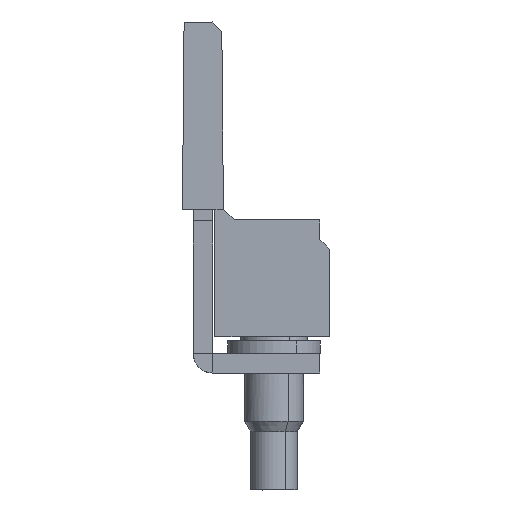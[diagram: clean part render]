
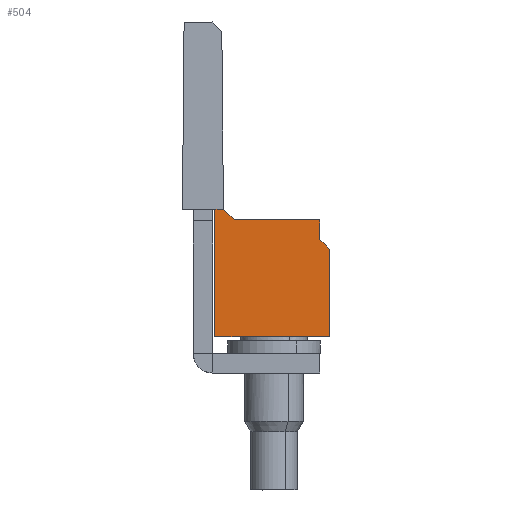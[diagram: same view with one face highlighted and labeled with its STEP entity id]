
A CAD part, left-side view. The second image highlights one B-rep face of the part: STEP entity #504.
In plain terms, the highlighted planar face has unit normal (-1, 0, 0).
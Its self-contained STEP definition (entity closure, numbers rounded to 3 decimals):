
#460=AXIS2_PLACEMENT_3D('Plane Axis2P3D',#457,#458,#459) ;
#271=CARTESIAN_POINT('Vertex',(0.,0.,7.85)) ;
#274=CARTESIAN_POINT('Line Origine',(0.,2.94,7.85)) ;
#278=CARTESIAN_POINT('Vertex',(0.,5.88,7.85)) ;
#308=CARTESIAN_POINT('Vertex',(0.,4.885,13.85)) ;
#311=CARTESIAN_POINT('Line Origine',(0.,2.692,13.85)) ;
#315=CARTESIAN_POINT('Vertex',(0.,0.5,13.85)) ;
#430=CARTESIAN_POINT('Line Origine',(0.,0.,9.35)) ;
#434=CARTESIAN_POINT('Vertex',(0.,0.,10.85)) ;
#441=CARTESIAN_POINT('Vertex',(0.,0.,12.35)) ;
#444=CARTESIAN_POINT('Line Origine',(0.,0.,11.6)) ;
#457=CARTESIAN_POINT('Axis2P3D Location',(0.,5.88,7.85)) ;
#462=CARTESIAN_POINT('Line Origine',(0.,0.25,12.6)) ;
#466=CARTESIAN_POINT('Vertex',(0.,0.5,12.85)) ;
#469=CARTESIAN_POINT('Line Origine',(0.,0.5,13.35)) ;
#474=CARTESIAN_POINT('Line Origine',(0.,5.165,14.125)) ;
#478=CARTESIAN_POINT('Vertex',(0.,5.445,14.4)) ;
#481=CARTESIAN_POINT('Line Origine',(0.,5.662,14.4)) ;
#485=CARTESIAN_POINT('Vertex',(0.,5.88,14.4)) ;
#488=CARTESIAN_POINT('Line Origine',(0.,5.88,11.125)) ;
#275=DIRECTION('Vector Direction',(0.,-1.,0.)) ;
#312=DIRECTION('Vector Direction',(0.,-1.,0.)) ;
#431=DIRECTION('Vector Direction',(0.,0.,-1.)) ;
#445=DIRECTION('Vector Direction',(0.,0.,-1.)) ;
#458=DIRECTION('Axis2P3D Direction',(1.,0.,0.)) ;
#459=DIRECTION('Axis2P3D XDirection',(0.,-1.,0.)) ;
#463=DIRECTION('Vector Direction',(0.,-0.707,-0.707)) ;
#470=DIRECTION('Vector Direction',(0.,0.,-1.)) ;
#475=DIRECTION('Vector Direction',(0.,-0.713,-0.701)) ;
#482=DIRECTION('Vector Direction',(0.,-1.,0.)) ;
#489=DIRECTION('Vector Direction',(0.,0.,-1.)) ;
#276=VECTOR('Line Direction',#275,1.) ;
#313=VECTOR('Line Direction',#312,1.) ;
#432=VECTOR('Line Direction',#431,1.) ;
#446=VECTOR('Line Direction',#445,1.) ;
#464=VECTOR('Line Direction',#463,1.) ;
#471=VECTOR('Line Direction',#470,1.) ;
#476=VECTOR('Line Direction',#475,1.) ;
#483=VECTOR('Line Direction',#482,1.) ;
#490=VECTOR('Line Direction',#489,1.) ;
#494=ORIENTED_EDGE('',*,*,#468,.F.) ;
#495=ORIENTED_EDGE('',*,*,#473,.F.) ;
#496=ORIENTED_EDGE('',*,*,#317,.F.) ;
#497=ORIENTED_EDGE('',*,*,#480,.F.) ;
#498=ORIENTED_EDGE('',*,*,#487,.T.) ;
#499=ORIENTED_EDGE('',*,*,#492,.T.) ;
#500=ORIENTED_EDGE('',*,*,#280,.F.) ;
#501=ORIENTED_EDGE('',*,*,#436,.F.) ;
#502=ORIENTED_EDGE('',*,*,#448,.F.) ;
#504=ADVANCED_FACE('KU_WQV10/6',(#503),#461,.F.) ;
#280=EDGE_CURVE('',#272,#279,#277,.F.) ;
#317=EDGE_CURVE('',#309,#316,#314,.T.) ;
#436=EDGE_CURVE('',#435,#272,#433,.T.) ;
#448=EDGE_CURVE('',#442,#435,#447,.T.) ;
#468=EDGE_CURVE('',#467,#442,#465,.T.) ;
#473=EDGE_CURVE('',#316,#467,#472,.T.) ;
#480=EDGE_CURVE('',#479,#309,#477,.T.) ;
#487=EDGE_CURVE('',#479,#486,#484,.F.) ;
#492=EDGE_CURVE('',#486,#279,#491,.T.) ;
#493=EDGE_LOOP('',(#494,#495,#496,#497,#498,#499,#500,#501,#502)) ;
#503=FACE_OUTER_BOUND('',#493,.T.) ;
#277=LINE('Line',#274,#276) ;
#314=LINE('Line',#311,#313) ;
#433=LINE('Line',#430,#432) ;
#447=LINE('Line',#444,#446) ;
#465=LINE('Line',#462,#464) ;
#472=LINE('Line',#469,#471) ;
#477=LINE('Line',#474,#476) ;
#484=LINE('Line',#481,#483) ;
#491=LINE('Line',#488,#490) ;
#461=PLANE('',#460) ;
#272=VERTEX_POINT('',#271) ;
#279=VERTEX_POINT('',#278) ;
#309=VERTEX_POINT('',#308) ;
#316=VERTEX_POINT('',#315) ;
#435=VERTEX_POINT('',#434) ;
#442=VERTEX_POINT('',#441) ;
#467=VERTEX_POINT('',#466) ;
#479=VERTEX_POINT('',#478) ;
#486=VERTEX_POINT('',#485) ;
